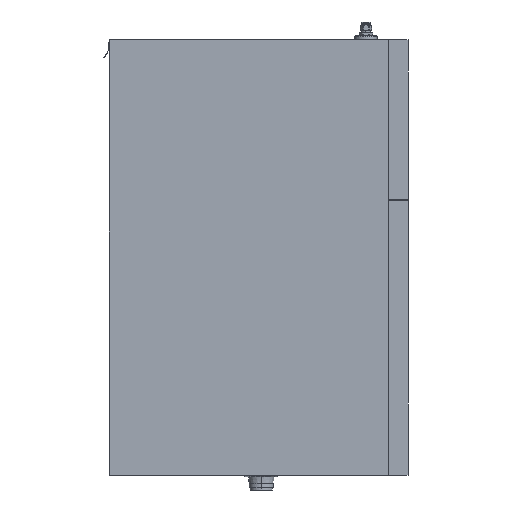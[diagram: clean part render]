
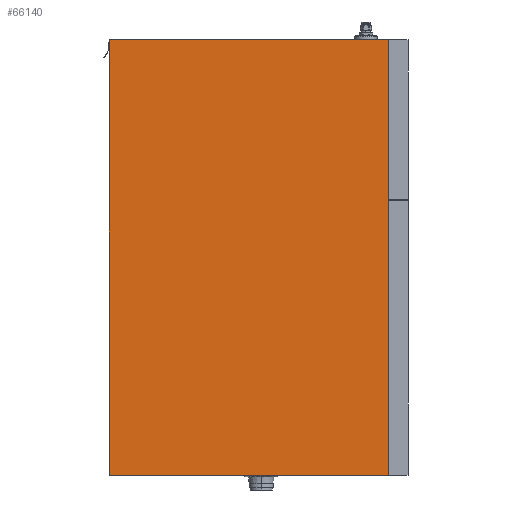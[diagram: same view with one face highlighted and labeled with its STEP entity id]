
A CAD part, left-side view. The second image highlights one B-rep face of the part: STEP entity #66140.
In plain terms, the highlighted planar face has unit normal (-1, 0, 0).
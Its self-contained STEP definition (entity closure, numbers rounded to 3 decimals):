
#120=CARTESIAN_POINT('',(-6611.292,-674.523,
-627.939));
#130=VERTEX_POINT('',#120);
#160=CARTESIAN_POINT('',(-6611.292,-1223.278,
-627.939));
#170=DIRECTION('',(0.,1.,0.));
#180=VECTOR('',#170,1.);
#190=LINE('',#160,#180);
#200=CARTESIAN_POINT('',(-6611.292,-1223.278,
-627.939));
#210=VERTEX_POINT('',#200);
#220=EDGE_CURVE('',#210,#130,#190,.T.);
#1650=CARTESIAN_POINT('',(-6611.292,-1223.278,
-627.939));
#1660=DIRECTION('',(-1.,0.,0.));
#1670=DIRECTION('',(-0.,-1.,-0.));
#1680=AXIS2_PLACEMENT_3D('',#1650,#1660,#1670);
#1690=PLANE('',#1680);
#3220=CARTESIAN_POINT('',(-6611.292,-674.523,
228.061));
#3230=VERTEX_POINT('',#3220);
#3480=CARTESIAN_POINT('',(-6611.292,-1223.278,
228.061));
#3490=VERTEX_POINT('',#3480);
#3520=CARTESIAN_POINT('',(-6611.292,-635.528,
228.061));
#3530=DIRECTION('',(-0.,-1.,-0.));
#3540=VECTOR('',#3530,1.);
#3550=LINE('',#3520,#3540);
#3560=EDGE_CURVE('',#3230,#3490,#3550,.T.);
#4040=CARTESIAN_POINT('',(-6611.292,-1223.278,
228.061));
#4050=DIRECTION('',(-0.,-0.,-1.));
#4060=VECTOR('',#4050,1.);
#4070=LINE('',#4040,#4060);
#4080=EDGE_CURVE('',#3490,#210,#4070,.T.);
#66030=ORIENTED_EDGE('',*,*,#3560,.F.);
#66040=ORIENTED_EDGE('',*,*,#4080,.F.);
#66050=ORIENTED_EDGE('',*,*,#220,.F.);
#66060=CARTESIAN_POINT('',(-6611.292,-674.523,0.));
#66070=DIRECTION('',(0.,0.,-1.));
#66080=VECTOR('',#66070,1.);
#66090=LINE('',#66060,#66080);
#66100=EDGE_CURVE('',#3230,#130,#66090,.T.);
#66110=ORIENTED_EDGE('',*,*,#66100,.T.);
#66120=EDGE_LOOP('',(#66110,#66050,#66040,#66030));
#66130=FACE_OUTER_BOUND('',#66120,.T.);
#66140=ADVANCED_FACE('',(#66130),#1690,.T.);
